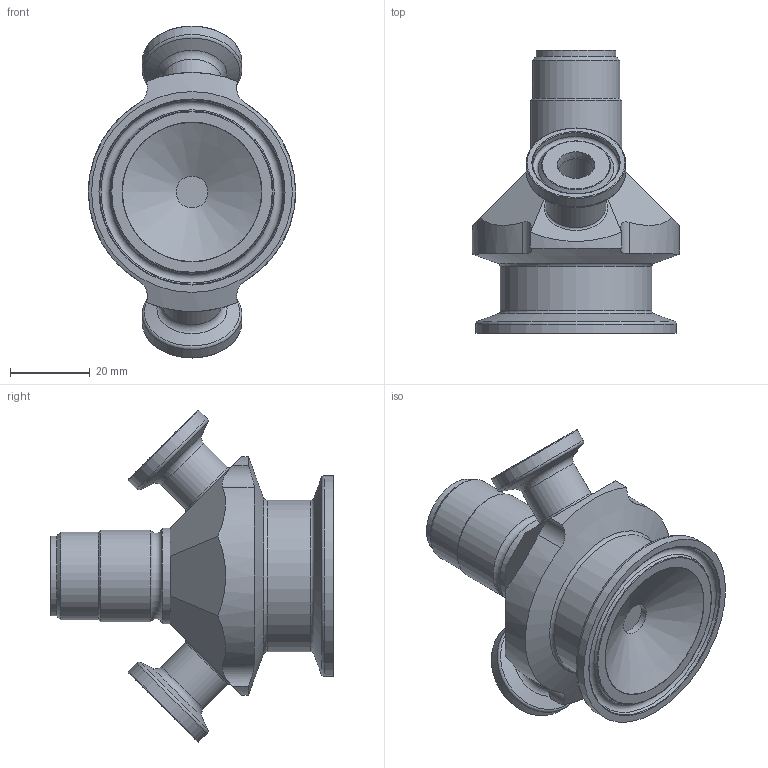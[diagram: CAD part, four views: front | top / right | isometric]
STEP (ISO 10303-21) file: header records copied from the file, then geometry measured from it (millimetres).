
FILE_DESCRIPTION(/* description */ ('This is a sample STEP configuration'),/* implementation_level */ '2;1');
FILE_NAME(/* name */ '850025.stp',/* time_stamp */ '2021-07-12T13:07:37+02:00',/* author */ ('powerJobs'),/* organization */ ('coolOrange'),/* preprocessor_version */ 'ST-DEVELOPER v18',/* originating_system */ 'Autodesk Inventor 2020',/* authorisation */ '');
FILE_SCHEMA (('AUTOMOTIVE_DESIGN { 1 0 10303 214 3 1 1 }'));
Length unit declared in the file: millimetre
Products named in the file (1): 850025
Bounding box: 52 x 71 x 83.34 mm (x, y, z)
Volume: 71218.3 mm3; surface area: 18561.4 mm2
Topology: 1 solids, 3 shells, 93 faces, 261 edges, 185 vertices
Faces by surface type: cylinder 32, plane 23, torus 22, cone 16
Full cylindrical faces by diameter (mm): 8 x1, 9 x2, 15 x2, 18.1 x1, 20 x1, 20.27 x1, 20.5 x2, 21 x2, 21.8 x2, 22 x2, 23 x1, 24 x1, 25 x2, 38 x1, 50.4 x1
Entity records: 3425 total; most frequent: CARTESIAN_POINT 660, DIRECTION 632, ORIENTED_EDGE 522, AXIS2_PLACEMENT_3D 285, EDGE_CURVE 261, VERTEX_POINT 185, CIRCLE 175, EDGE_LOOP 108
